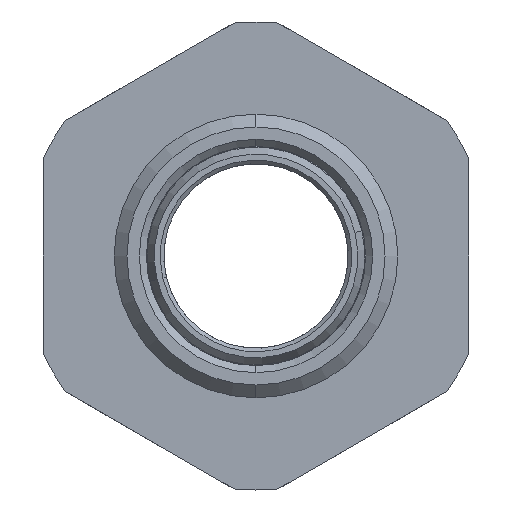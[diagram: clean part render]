
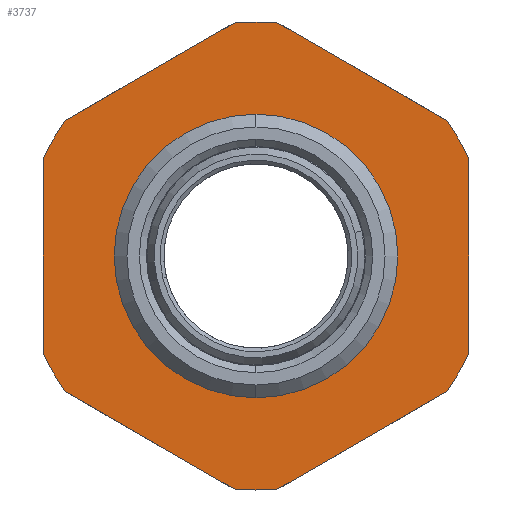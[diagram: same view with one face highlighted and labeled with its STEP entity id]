
A CAD part, left-side view. The second image highlights one B-rep face of the part: STEP entity #3737.
In plain terms, the highlighted planar face has unit normal (-1, 0, 0).
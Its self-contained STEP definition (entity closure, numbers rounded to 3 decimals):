
#56 = VERTEX_POINT ( 'NONE', #3455 ) ;
#86 = ORIENTED_EDGE ( 'NONE', *, *, #1193, .T. ) ;
#136 = CIRCLE ( 'NONE', #1508, 16.5 ) ;
#148 = LINE ( 'NONE', #221, #1085 ) ;
#221 = CARTESIAN_POINT ( 'NONE',  ( 15., 15., 8.66 ) ) ;
#269 = DIRECTION ( 'NONE',  ( 0., 0., -1. ) ) ;
#345 = ORIENTED_EDGE ( 'NONE', *, *, #1748, .F. ) ;
#369 = VECTOR ( 'NONE', #672, 1000. ) ;
#400 = CARTESIAN_POINT ( 'NONE',  ( 15., 0., 0. ) ) ;
#437 = ORIENTED_EDGE ( 'NONE', *, *, #4406, .T. ) ;
#469 = VERTEX_POINT ( 'NONE', #3562 ) ;
#502 = VERTEX_POINT ( 'NONE', #1014 ) ;
#523 = FACE_OUTER_BOUND ( 'NONE', #2034, .T. ) ;
#543 = CIRCLE ( 'NONE', #4112, 16.5 ) ;
#579 = VECTOR ( 'NONE', #1807, 1000. ) ;
#589 = DIRECTION ( 'NONE',  ( 1., 0., 0. ) ) ;
#607 = DIRECTION ( 'NONE',  ( 1., 0., 0. ) ) ;
#672 = DIRECTION ( 'NONE',  ( 0., 0.866, 0.5 ) ) ;
#681 = AXIS2_PLACEMENT_3D ( 'NONE', #400, #2900, #762 ) ;
#688 = VERTEX_POINT ( 'NONE', #4144 ) ;
#698 = CIRCLE ( 'NONE', #2870, 16.5 ) ;
#714 = CARTESIAN_POINT ( 'NONE',  ( 15., 15., -8.66 ) ) ;
#744 = LINE ( 'NONE', #3733, #4422 ) ;
#762 = DIRECTION ( 'NONE',  ( 0., 0., 1. ) ) ;
#771 = CARTESIAN_POINT ( 'NONE',  ( 15., 0., 0. ) ) ;
#856 = VERTEX_POINT ( 'NONE', #1734 ) ;
#867 = DIRECTION ( 'NONE',  ( 1., 0., 0. ) ) ;
#936 = DIRECTION ( 'NONE',  ( 0., 0., -1. ) ) ;
#1014 = CARTESIAN_POINT ( 'NONE',  ( 15., -13.453, -9.553 ) ) ;
#1020 = CARTESIAN_POINT ( 'NONE',  ( 15., -15., 8.66 ) ) ;
#1032 = CIRCLE ( 'NONE', #4347, 16.5 ) ;
#1035 = CARTESIAN_POINT ( 'NONE',  ( 15., -15., -6.874 ) ) ;
#1064 = DIRECTION ( 'NONE',  ( 1., 0., 0. ) ) ;
#1085 = VECTOR ( 'NONE', #936, 1000. ) ;
#1104 = EDGE_CURVE ( 'NONE', #56, #469, #1032, .T. ) ;
#1116 = DIRECTION ( 'NONE',  ( 0., 0., 1. ) ) ;
#1193 = EDGE_CURVE ( 'NONE', #856, #2585, #4162, .T. ) ;
#1253 = CIRCLE ( 'NONE', #681, 10. ) ;
#1270 = CARTESIAN_POINT ( 'NONE',  ( 15., 0., 0. ) ) ;
#1276 = CARTESIAN_POINT ( 'NONE',  ( 15., 10., 0. ) ) ;
#1394 = VERTEX_POINT ( 'NONE', #4360 ) ;
#1508 = AXIS2_PLACEMENT_3D ( 'NONE', #3792, #1652, #4139 ) ;
#1524 = LINE ( 'NONE', #714, #579 ) ;
#1642 = DIRECTION ( 'NONE',  ( 0., 0., -1. ) ) ;
#1652 = DIRECTION ( 'NONE',  ( 1., 0., 0. ) ) ;
#1657 = EDGE_CURVE ( 'NONE', #1733, #2585, #543, .T. ) ;
#1709 = DIRECTION ( 'NONE',  ( 0., 0.866, -0.5 ) ) ;
#1733 = VERTEX_POINT ( 'NONE', #2845 ) ;
#1734 = CARTESIAN_POINT ( 'NONE',  ( 15., -13.453, 9.553 ) ) ;
#1748 = EDGE_CURVE ( 'NONE', #2459, #1865, #1253, .T. ) ;
#1807 = DIRECTION ( 'NONE',  ( 0., -0.866, -0.5 ) ) ;
#1865 = VERTEX_POINT ( 'NONE', #3321 ) ;
#1917 = EDGE_CURVE ( 'NONE', #3307, #502, #3778, .T. ) ;
#1944 = CARTESIAN_POINT ( 'NONE',  ( 15., 0., 0. ) ) ;
#2034 = EDGE_LOOP ( 'NONE', ( #4136, #4232, #4371, #3685, #2352, #4592, #2618, #3083, #86, #3088, #2140, #437, #2368 ) ) ;
#2140 = ORIENTED_EDGE ( 'NONE', *, *, #3155, .F. ) ;
#2142 = DIRECTION ( 'NONE',  ( 0., -0.866, 0.5 ) ) ;
#2192 = VERTEX_POINT ( 'NONE', #2479 ) ;
#2290 = EDGE_CURVE ( 'NONE', #1865, #2459, #3168, .T. ) ;
#2300 = DIRECTION ( 'NONE',  ( 0., 0., -1. ) ) ;
#2352 = ORIENTED_EDGE ( 'NONE', *, *, #3349, .T. ) ;
#2368 = ORIENTED_EDGE ( 'NONE', *, *, #3093, .F. ) ;
#2408 = DIRECTION ( 'NONE',  ( 1., 0., 0. ) ) ;
#2422 = CIRCLE ( 'NONE', #3788, 16.5 ) ;
#2459 = VERTEX_POINT ( 'NONE', #4426 ) ;
#2479 = CARTESIAN_POINT ( 'NONE',  ( 15., 1.547, 16.427 ) ) ;
#2585 = VERTEX_POINT ( 'NONE', #2749 ) ;
#2601 = VERTEX_POINT ( 'NONE', #4532 ) ;
#2618 = ORIENTED_EDGE ( 'NONE', *, *, #3682, .T. ) ;
#2655 = AXIS2_PLACEMENT_3D ( 'NONE', #771, #3270, #1116 ) ;
#2676 = DIRECTION ( 'NONE',  ( 0., 0., 1. ) ) ;
#2745 = CARTESIAN_POINT ( 'NONE',  ( 15., 0., 0. ) ) ;
#2749 = CARTESIAN_POINT ( 'NONE',  ( 15., -1.547, 16.427 ) ) ;
#2786 = CARTESIAN_POINT ( 'NONE',  ( 15., 0., 17.321 ) ) ;
#2845 = CARTESIAN_POINT ( 'NONE',  ( 15., 0., 16.5 ) ) ;
#2870 = AXIS2_PLACEMENT_3D ( 'NONE', #1944, #4421, #2300 ) ;
#2900 = DIRECTION ( 'NONE',  ( -1., 0., 0. ) ) ;
#2934 = VECTOR ( 'NONE', #2142, 1000. ) ;
#2956 = AXIS2_PLACEMENT_3D ( 'NONE', #2745, #607, #3112 ) ;
#2988 = EDGE_CURVE ( 'NONE', #856, #2601, #698, .T. ) ;
#3011 = CARTESIAN_POINT ( 'NONE',  ( 15., 0., 0. ) ) ;
#3071 = EDGE_LOOP ( 'NONE', ( #345, #4119 ) ) ;
#3083 = ORIENTED_EDGE ( 'NONE', *, *, #2988, .F. ) ;
#3088 = ORIENTED_EDGE ( 'NONE', *, *, #1657, .F. ) ;
#3090 = DIRECTION ( 'NONE',  ( 0., 0., -1. ) ) ;
#3093 = EDGE_CURVE ( 'NONE', #1394, #3299, #136, .T. ) ;
#3112 = DIRECTION ( 'NONE',  ( 0., 0., -1. ) ) ;
#3155 = EDGE_CURVE ( 'NONE', #2192, #1733, #4535, .T. ) ;
#3168 = CIRCLE ( 'NONE', #2655, 10. ) ;
#3218 = CARTESIAN_POINT ( 'NONE',  ( 15., 0., 0. ) ) ;
#3270 = DIRECTION ( 'NONE',  ( -1., 0., 0. ) ) ;
#3299 = VERTEX_POINT ( 'NONE', #4231 ) ;
#3307 = VERTEX_POINT ( 'NONE', #1035 ) ;
#3321 = CARTESIAN_POINT ( 'NONE',  ( 15., 0., 10. ) ) ;
#3349 = EDGE_CURVE ( 'NONE', #56, #502, #3871, .T. ) ;
#3364 = DIRECTION ( 'NONE',  ( 0., 0., -1. ) ) ;
#3382 = VECTOR ( 'NONE', #1709, 1000. ) ;
#3455 = CARTESIAN_POINT ( 'NONE',  ( 15., -1.547, -16.427 ) ) ;
#3551 = CARTESIAN_POINT ( 'NONE',  ( 15., 0., -17.321 ) ) ;
#3562 = CARTESIAN_POINT ( 'NONE',  ( 15., 1.547, -16.427 ) ) ;
#3566 = DIRECTION ( 'NONE',  ( 0., 0., -1. ) ) ;
#3682 = EDGE_CURVE ( 'NONE', #3307, #2601, #744, .T. ) ;
#3685 = ORIENTED_EDGE ( 'NONE', *, *, #1104, .F. ) ;
#3733 = CARTESIAN_POINT ( 'NONE',  ( 15., -15., -8.66 ) ) ;
#3737 = ADVANCED_FACE ( 'NONE', ( #523, #4313 ), #4134, .F. ) ;
#3778 = CIRCLE ( 'NONE', #4499, 16.5 ) ;
#3782 = DIRECTION ( 'NONE',  ( 1., 0., 0. ) ) ;
#3788 = AXIS2_PLACEMENT_3D ( 'NONE', #1270, #3782, #1642 ) ;
#3792 = CARTESIAN_POINT ( 'NONE',  ( 15., 0., 0. ) ) ;
#3821 = VERTEX_POINT ( 'NONE', #4202 ) ;
#3871 = LINE ( 'NONE', #3551, #2934 ) ;
#3997 = EDGE_CURVE ( 'NONE', #3821, #469, #1524, .T. ) ;
#4112 = AXIS2_PLACEMENT_3D ( 'NONE', #3218, #1064, #3566 ) ;
#4119 = ORIENTED_EDGE ( 'NONE', *, *, #2290, .F. ) ;
#4134 = PLANE ( 'NONE',  #4436 ) ;
#4136 = ORIENTED_EDGE ( 'NONE', *, *, #4321, .T. ) ;
#4139 = DIRECTION ( 'NONE',  ( 0., 0., -1. ) ) ;
#4144 = CARTESIAN_POINT ( 'NONE',  ( 15., 15., -6.874 ) ) ;
#4162 = LINE ( 'NONE', #1020, #369 ) ;
#4202 = CARTESIAN_POINT ( 'NONE',  ( 15., 13.453, -9.553 ) ) ;
#4231 = CARTESIAN_POINT ( 'NONE',  ( 15., 13.453, 9.553 ) ) ;
#4232 = ORIENTED_EDGE ( 'NONE', *, *, #4281, .F. ) ;
#4281 = EDGE_CURVE ( 'NONE', #3821, #688, #2422, .T. ) ;
#4313 = FACE_BOUND ( 'NONE', #3071, .T. ) ;
#4321 = EDGE_CURVE ( 'NONE', #1394, #688, #148, .T. ) ;
#4347 = AXIS2_PLACEMENT_3D ( 'NONE', #4530, #2408, #269 ) ;
#4360 = CARTESIAN_POINT ( 'NONE',  ( 15., 15., 6.874 ) ) ;
#4371 = ORIENTED_EDGE ( 'NONE', *, *, #3997, .T. ) ;
#4406 = EDGE_CURVE ( 'NONE', #2192, #3299, #4434, .T. ) ;
#4421 = DIRECTION ( 'NONE',  ( 1., 0., 0. ) ) ;
#4422 = VECTOR ( 'NONE', #2676, 1000. ) ;
#4426 = CARTESIAN_POINT ( 'NONE',  ( 15., 0., -10. ) ) ;
#4434 = LINE ( 'NONE', #2786, #3382 ) ;
#4436 = AXIS2_PLACEMENT_3D ( 'NONE', #1276, #589, #3090 ) ;
#4499 = AXIS2_PLACEMENT_3D ( 'NONE', #3011, #867, #3364 ) ;
#4530 = CARTESIAN_POINT ( 'NONE',  ( 15., 0., 0. ) ) ;
#4532 = CARTESIAN_POINT ( 'NONE',  ( 15., -15., 6.874 ) ) ;
#4535 = CIRCLE ( 'NONE', #2956, 16.5 ) ;
#4592 = ORIENTED_EDGE ( 'NONE', *, *, #1917, .F. ) ;
